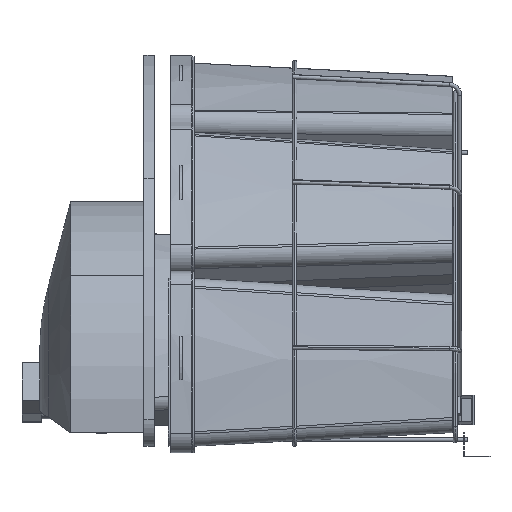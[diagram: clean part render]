
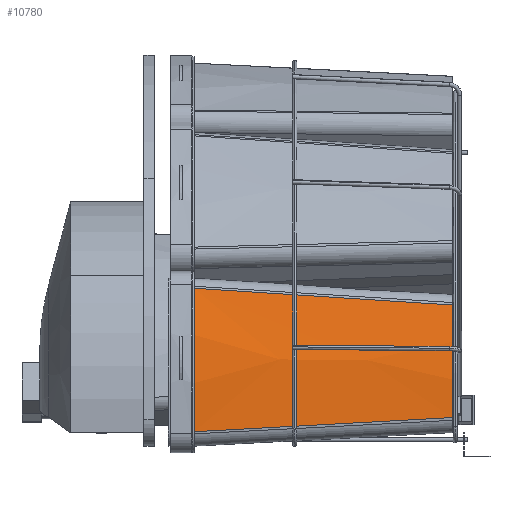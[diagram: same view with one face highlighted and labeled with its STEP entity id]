
A CAD part, left-side view. The second image highlights one B-rep face of the part: STEP entity #10780.
In plain terms, the highlighted conical face has half-angle 2.5 degrees and reference radius 415.812 mm.
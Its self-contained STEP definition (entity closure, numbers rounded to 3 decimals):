
#10780=ADVANCED_FACE('',(#19382),#19383,.T.);
#19382=FACE_OUTER_BOUND('',#25823,.T.);
#19383=CONICAL_SURFACE('',#25824,415.812,0.044);
#25823=EDGE_LOOP('',(#34599,#34600,#34601,#34602));
#25824=AXIS2_PLACEMENT_3D('',#34603,#34604,#34605);
#34599=ORIENTED_EDGE('',*,*,#42755,.T.);
#34600=ORIENTED_EDGE('',*,*,#42759,.T.);
#34601=ORIENTED_EDGE('',*,*,#42738,.T.);
#34602=ORIENTED_EDGE('',*,*,#42604,.F.);
#34603=CARTESIAN_POINT('',(21.59,317.45,-5.518));
#34604=DIRECTION('',(0.,1.0,0.));
#34605=DIRECTION('',(-0.153,0.,-0.988));
#42604=EDGE_CURVE('',#46540,#46542,#46543,.T.);
#42738=EDGE_CURVE('',#46777,#46542,#46778,.T.);
#42755=EDGE_CURVE('',#46540,#46800,#46802,.T.);
#42759=EDGE_CURVE('',#46800,#46777,#46806,.T.);
#46540=VERTEX_POINT('',#53444);
#46542=VERTEX_POINT('',#53464);
#46543=B_SPLINE_CURVE_WITH_KNOTS('',3,(#53465,#53466,#53467,#53468,#53469,#53470),.UNSPECIFIED.,.F.,.F.,(4,1,1,4),(0.0,97.013,194.846,293.499),.UNSPECIFIED.);
#46777=VERTEX_POINT('',#54200);
#46778=CIRCLE('',#54201,415.812);
#46800=VERTEX_POINT('',#54250);
#46802=CIRCLE('',#54270,403.028);
#46806=B_SPLINE_CURVE_WITH_KNOTS('',3,(#54298,#54299,#54300,#54301,#54302,#54303),.UNSPECIFIED.,.F.,.F.,(4,1,1,4),(0.0,95.96,193.793,293.499),.UNSPECIFIED.);
#53444=CARTESIAN_POINT('',(-381.427,24.65,-8.554));
#53464=CARTESIAN_POINT('',(-393.785,317.45,-24.593));
#53465=CARTESIAN_POINT('',(-381.427,24.65,-8.554));
#53466=CARTESIAN_POINT('',(-382.822,56.909,-10.33));
#53467=CARTESIAN_POINT('',(-385.601,121.7,-13.891));
#53468=CARTESIAN_POINT('',(-389.72,219.3,-19.237));
#53469=CARTESIAN_POINT('',(-392.433,284.642,-22.805));
#53470=CARTESIAN_POINT('',(-393.785,317.45,-24.593));
#54200=CARTESIAN_POINT('',(-368.674,317.45,137.988));
#54201=AXIS2_PLACEMENT_3D('',#59304,#59305,#59306);
#54250=CARTESIAN_POINT('',(-361.731,24.65,118.968));
#54270=AXIS2_PLACEMENT_3D('',#59329,#59330,#59331);
#54298=CARTESIAN_POINT('',(-361.731,24.65,118.968));
#54299=CARTESIAN_POINT('',(-362.517,56.558,121.059));
#54300=CARTESIAN_POINT('',(-364.084,121.,125.269));
#54301=CARTESIAN_POINT('',(-366.398,218.6,131.61));
#54302=CARTESIAN_POINT('',(-367.917,284.292,135.853));
#54303=CARTESIAN_POINT('',(-368.674,317.45,137.988));
#59304=CARTESIAN_POINT('',(21.59,317.45,-5.518));
#59305=DIRECTION('',(0.0,-1.0,0.0));
#59306=DIRECTION('',(-0.939,0.0,0.345));
#59329=CARTESIAN_POINT('',(21.59,24.65,-5.518));
#59330=DIRECTION('',(0.0,1.0,0.0));
#59331=DIRECTION('',(-1.,0.0,-0.008));
